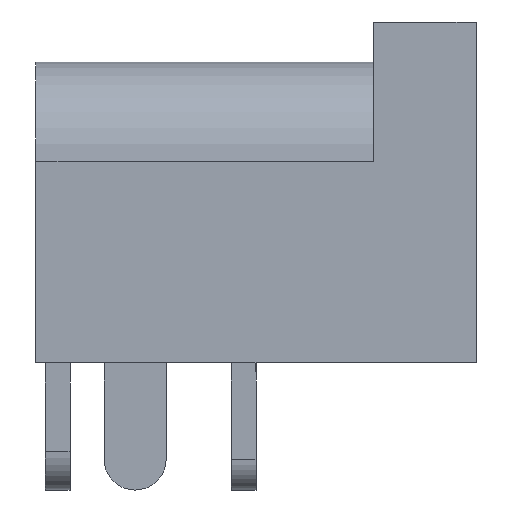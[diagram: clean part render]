
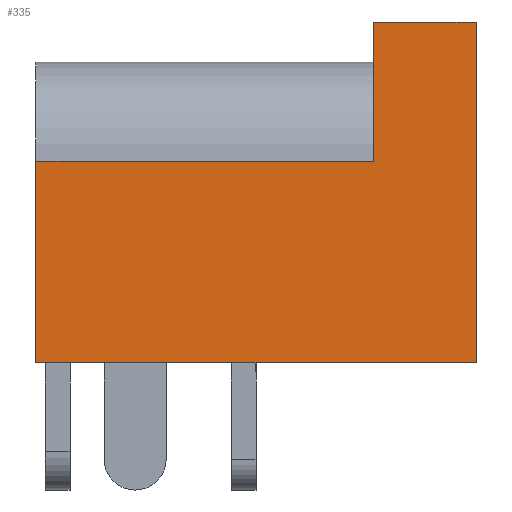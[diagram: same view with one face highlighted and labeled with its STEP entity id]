
A CAD part, left-side view. The second image highlights one B-rep face of the part: STEP entity #335.
In plain terms, the highlighted planar face has unit normal (-1, 0, 0).
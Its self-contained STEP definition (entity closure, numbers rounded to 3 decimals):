
#135 = EDGE_CURVE('',#136,#138,#140,.T.);
#136 = VERTEX_POINT('',#137);
#137 = CARTESIAN_POINT('',(-4.5,7.1,0.));
#138 = VERTEX_POINT('',#139);
#139 = CARTESIAN_POINT('',(-4.5,-7.1,0.));
#140 = LINE('',#141,#142);
#141 = CARTESIAN_POINT('',(-4.5,7.1,0.));
#142 = VECTOR('',#143,1.);
#143 = DIRECTION('',(0.,-1.,0.));
#335 = ADVANCED_FACE('',(#336),#377,.F.);
#336 = FACE_BOUND('',#337,.T.);
#337 = EDGE_LOOP('',(#338,#348,#356,#364,#370,#371));
#338 = ORIENTED_EDGE('',*,*,#339,.T.);
#339 = EDGE_CURVE('',#340,#342,#344,.T.);
#340 = VERTEX_POINT('',#341);
#341 = CARTESIAN_POINT('',(-4.5,-7.1,11.));
#342 = VERTEX_POINT('',#343);
#343 = CARTESIAN_POINT('',(-4.5,-3.8,11.));
#344 = LINE('',#345,#346);
#345 = CARTESIAN_POINT('',(-4.5,-7.1,11.));
#346 = VECTOR('',#347,1.);
#347 = DIRECTION('',(0.,1.,0.));
#348 = ORIENTED_EDGE('',*,*,#349,.T.);
#349 = EDGE_CURVE('',#342,#350,#352,.T.);
#350 = VERTEX_POINT('',#351);
#351 = CARTESIAN_POINT('',(-4.5,-3.8,6.5));
#352 = LINE('',#353,#354);
#353 = CARTESIAN_POINT('',(-4.5,-3.8,11.));
#354 = VECTOR('',#355,1.);
#355 = DIRECTION('',(0.,0.,-1.));
#356 = ORIENTED_EDGE('',*,*,#357,.T.);
#357 = EDGE_CURVE('',#350,#358,#360,.T.);
#358 = VERTEX_POINT('',#359);
#359 = CARTESIAN_POINT('',(-4.5,7.1,6.5));
#360 = LINE('',#361,#362);
#361 = CARTESIAN_POINT('',(-4.5,-3.8,6.5));
#362 = VECTOR('',#363,1.);
#363 = DIRECTION('',(0.,1.,0.));
#364 = ORIENTED_EDGE('',*,*,#365,.T.);
#365 = EDGE_CURVE('',#358,#136,#366,.T.);
#366 = LINE('',#367,#368);
#367 = CARTESIAN_POINT('',(-4.5,7.1,6.5));
#368 = VECTOR('',#369,1.);
#369 = DIRECTION('',(0.,0.,-1.));
#370 = ORIENTED_EDGE('',*,*,#135,.T.);
#371 = ORIENTED_EDGE('',*,*,#372,.T.);
#372 = EDGE_CURVE('',#138,#340,#373,.T.);
#373 = LINE('',#374,#375);
#374 = CARTESIAN_POINT('',(-4.5,-7.1,0.));
#375 = VECTOR('',#376,1.);
#376 = DIRECTION('',(0.,0.,1.));
#377 = PLANE('',#378);
#378 = AXIS2_PLACEMENT_3D('',#379,#380,#381);
#379 = CARTESIAN_POINT('',(-4.5,-0.973,4.527));
#380 = DIRECTION('',(1.,0.,0.));
#381 = DIRECTION('',(0.,0.,1.));
